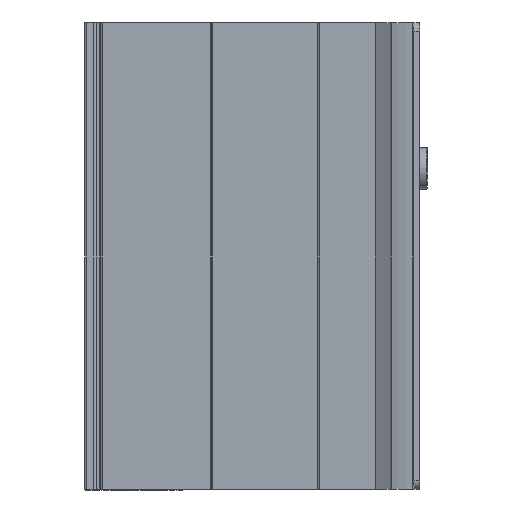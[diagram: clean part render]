
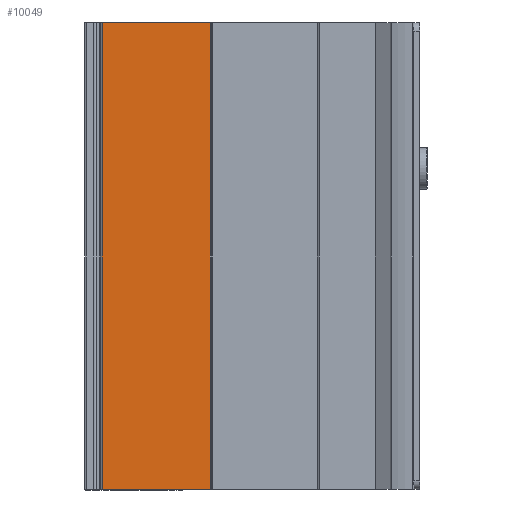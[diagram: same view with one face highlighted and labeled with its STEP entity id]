
A CAD part, front view. The second image highlights one B-rep face of the part: STEP entity #10049.
In plain terms, the highlighted planar face has unit normal (0, -1, 0).
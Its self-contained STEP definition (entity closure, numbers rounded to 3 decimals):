
#613=LINE('',#16116,#1159);
#643=LINE('',#16274,#1189);
#693=LINE('',#16594,#1239);
#694=LINE('',#16596,#1240);
#1159=VECTOR('',#12667,1000.);
#1189=VECTOR('',#12797,1000.);
#1239=VECTOR('',#12949,1000.);
#1240=VECTOR('',#12952,1000.);
#1980=ORIENTED_EDGE('',*,*,#4353,.T.);
#1981=ORIENTED_EDGE('',*,*,#4445,.F.);
#1982=ORIENTED_EDGE('',*,*,#4274,.F.);
#1983=ORIENTED_EDGE('',*,*,#4444,.T.);
#4274=EDGE_CURVE('',#5534,#5535,#613,.T.);
#4353=EDGE_CURVE('',#5613,#5612,#643,.T.);
#4444=EDGE_CURVE('',#5534,#5613,#693,.T.);
#4445=EDGE_CURVE('',#5535,#5612,#694,.T.);
#5534=VERTEX_POINT('',#16115);
#5535=VERTEX_POINT('',#16117);
#5612=VERTEX_POINT('',#16273);
#5613=VERTEX_POINT('',#16275);
#7193=EDGE_LOOP('',(#1980,#1981,#1982,#1983));
#8491=FACE_BOUND('',#7193,.T.);
#9736=PLANE('',#11219);
#10049=ADVANCED_FACE('',(#8491),#9736,.F.);
#11219=AXIS2_PLACEMENT_3D('',#16595,#12950,#12951);
#12667=DIRECTION('',(1.,0.,0.));
#12797=DIRECTION('',(1.,0.,0.));
#12949=DIRECTION('',(0.,0.,-1.));
#12950=DIRECTION('',(0.,1.,0.));
#12951=DIRECTION('',(0.,0.,1.));
#12952=DIRECTION('',(0.,0.,-1.));
#16115=CARTESIAN_POINT('',(69.,-23.,158.2));
#16116=CARTESIAN_POINT('',(69.,-23.,158.2));
#16117=CARTESIAN_POINT('',(105.5,-23.,158.2));
#16273=CARTESIAN_POINT('',(105.5,-23.,0.));
#16274=CARTESIAN_POINT('',(69.,-23.,0.));
#16275=CARTESIAN_POINT('',(69.,-23.,0.));
#16594=CARTESIAN_POINT('',(69.,-23.,158.2));
#16595=CARTESIAN_POINT('',(69.,-23.,158.2));
#16596=CARTESIAN_POINT('',(105.5,-23.,158.2));
